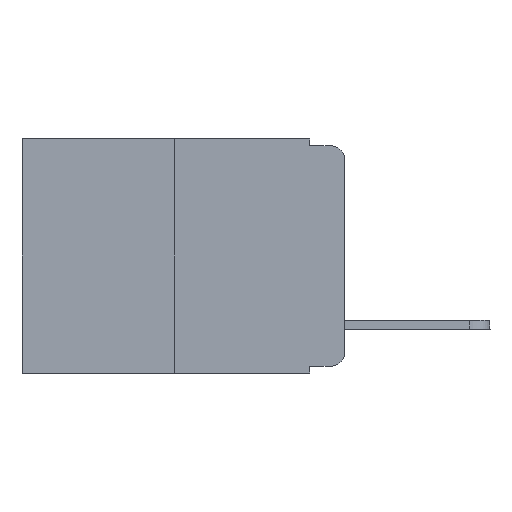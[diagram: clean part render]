
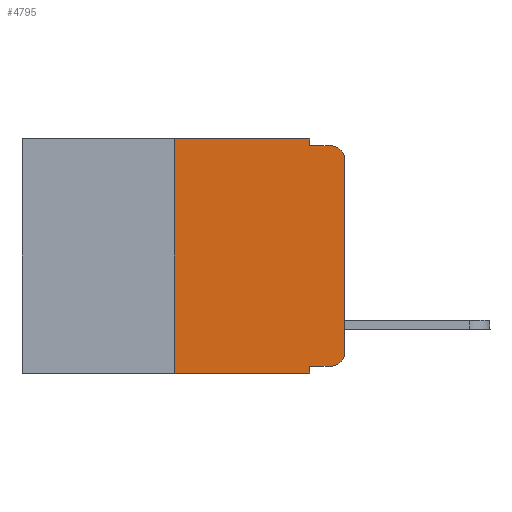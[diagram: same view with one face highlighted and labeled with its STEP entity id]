
A CAD part, left-side view. The second image highlights one B-rep face of the part: STEP entity #4795.
In plain terms, the highlighted planar face has unit normal (-1, 0, 0).
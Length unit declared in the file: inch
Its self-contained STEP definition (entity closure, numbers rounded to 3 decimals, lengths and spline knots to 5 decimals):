
#142 = VECTOR ( 'NONE', #4121, 39.37008 ) ;
#224 = ORIENTED_EDGE ( 'NONE', *, *, #2865, .T. ) ;
#280 = CARTESIAN_POINT ( 'NONE',  ( 0., 0., -0.03 ) ) ;
#297 = VECTOR ( 'NONE', #11793, 39.37008 ) ;
#301 = LINE ( 'NONE', #10993, #2741 ) ;
#315 = ORIENTED_EDGE ( 'NONE', *, *, #1540, .F. ) ;
#499 = AXIS2_PLACEMENT_3D ( 'NONE', #7208, #8105, #10760 ) ;
#708 = AXIS2_PLACEMENT_3D ( 'NONE', #10800, #8147, #7070 ) ;
#1006 = ORIENTED_EDGE ( 'NONE', *, *, #11708, .T. ) ;
#1175 = DIRECTION ( 'NONE',  ( 0., -1., 0. ) ) ;
#1182 = CARTESIAN_POINT ( 'NONE',  ( 0., 0.25, 0. ) ) ;
#1208 = VECTOR ( 'NONE', #1285, 39.37008 ) ;
#1285 = DIRECTION ( 'NONE',  ( 0., 0., -1. ) ) ;
#1337 = VECTOR ( 'NONE', #5013, 39.37008 ) ;
#1344 = CARTESIAN_POINT ( 'NONE',  ( 0., 0.473, 0. ) ) ;
#1540 = EDGE_CURVE ( 'NONE', #8074, #2958, #301, .T. ) ;
#1831 = CARTESIAN_POINT ( 'NONE',  ( 0., 0.473, 0. ) ) ;
#1910 = DIRECTION ( 'NONE',  ( 0., 0., -1. ) ) ;
#1939 = EDGE_CURVE ( 'NONE', #6929, #7951, #11032, .T. ) ;
#2026 = VERTEX_POINT ( 'NONE', #4117 ) ;
#2120 = EDGE_CURVE ( 'NONE', #2026, #10620, #8725, .T. ) ;
#2224 = CIRCLE ( 'NONE', #708, 0.02 ) ;
#2299 = DIRECTION ( 'NONE',  ( 0., 0., -1. ) ) ;
#2366 = LINE ( 'NONE', #8645, #1208 ) ;
#2741 = VECTOR ( 'NONE', #10140, 39.37008 ) ;
#2833 = VERTEX_POINT ( 'NONE', #280 ) ;
#2865 = EDGE_CURVE ( 'NONE', #2026, #7951, #9442, .T. ) ;
#2958 = VERTEX_POINT ( 'NONE', #9816 ) ;
#3065 = ORIENTED_EDGE ( 'NONE', *, *, #9642, .T. ) ;
#3166 = EDGE_CURVE ( 'NONE', #10620, #5987, #3634, .T. ) ;
#3634 = LINE ( 'NONE', #1831, #297 ) ;
#3636 = EDGE_CURVE ( 'NONE', #6717, #10083, #9117, .T. ) ;
#4117 = CARTESIAN_POINT ( 'NONE',  ( 0., 0.25, -0.343 ) ) ;
#4121 = DIRECTION ( 'NONE',  ( 0., -1., 0. ) ) ;
#4245 = VECTOR ( 'NONE', #1910, 39.37008 ) ;
#4727 = CARTESIAN_POINT ( 'NONE',  ( 0., 0.051, 0. ) ) ;
#4791 = CARTESIAN_POINT ( 'NONE',  ( 0., 0.02, -0.333 ) ) ;
#4795 = ADVANCED_FACE ( 'NONE', ( #9549 ), #9736, .F. ) ;
#5013 = DIRECTION ( 'NONE',  ( 0., 0., 1. ) ) ;
#5023 = EDGE_LOOP ( 'NONE', ( #3065, #6465, #315, #9753, #7997, #10726, #224, #6705, #1006, #6305 ) ) ;
#5052 = DIRECTION ( 'NONE',  ( 1., 0., 0. ) ) ;
#5806 = CARTESIAN_POINT ( 'NONE',  ( 0., 0.051, -0.343 ) ) ;
#5987 = VERTEX_POINT ( 'NONE', #6012 ) ;
#6012 = CARTESIAN_POINT ( 'NONE',  ( 0., 0.051, 0. ) ) ;
#6230 = CARTESIAN_POINT ( 'NONE',  ( 0., 0., -0.313 ) ) ;
#6305 = ORIENTED_EDGE ( 'NONE', *, *, #3636, .T. ) ;
#6465 = ORIENTED_EDGE ( 'NONE', *, *, #11359, .T. ) ;
#6705 = ORIENTED_EDGE ( 'NONE', *, *, #1939, .F. ) ;
#6717 = VERTEX_POINT ( 'NONE', #4791 ) ;
#6929 = VERTEX_POINT ( 'NONE', #8612 ) ;
#7070 = DIRECTION ( 'NONE',  ( 0., 0., -1. ) ) ;
#7085 = LINE ( 'NONE', #9124, #7288 ) ;
#7140 = DIRECTION ( 'NONE',  ( 0., 0., 1. ) ) ;
#7160 = CARTESIAN_POINT ( 'NONE',  ( 0., 0.25, 0. ) ) ;
#7208 = CARTESIAN_POINT ( 'NONE',  ( 0., 0.02, -0.313 ) ) ;
#7288 = VECTOR ( 'NONE', #7140, 39.37008 ) ;
#7460 = CARTESIAN_POINT ( 'NONE',  ( 0., 0.473, -0.343 ) ) ;
#7709 = EDGE_CURVE ( 'NONE', #5987, #8074, #2366, .T. ) ;
#7951 = VERTEX_POINT ( 'NONE', #5806 ) ;
#7997 = ORIENTED_EDGE ( 'NONE', *, *, #3166, .F. ) ;
#8074 = VERTEX_POINT ( 'NONE', #9653 ) ;
#8105 = DIRECTION ( 'NONE',  ( -1., 0., 0. ) ) ;
#8147 = DIRECTION ( 'NONE',  ( -1., 0., 0. ) ) ;
#8612 = CARTESIAN_POINT ( 'NONE',  ( 0., 0.051, -0.333 ) ) ;
#8645 = CARTESIAN_POINT ( 'NONE',  ( 0., 0.051, 0. ) ) ;
#8725 = LINE ( 'NONE', #1182, #1337 ) ;
#8792 = CARTESIAN_POINT ( 'NONE',  ( 0., 0.051, -0.333 ) ) ;
#8852 = VECTOR ( 'NONE', #1175, 39.37008 ) ;
#9117 = CIRCLE ( 'NONE', #499, 0.02 ) ;
#9124 = CARTESIAN_POINT ( 'NONE',  ( 0., 0., 0. ) ) ;
#9442 = LINE ( 'NONE', #7460, #8852 ) ;
#9549 = FACE_OUTER_BOUND ( 'NONE', #5023, .T. ) ;
#9642 = EDGE_CURVE ( 'NONE', #10083, #2833, #7085, .T. ) ;
#9653 = CARTESIAN_POINT ( 'NONE',  ( 0., 0.051, -0.01 ) ) ;
#9736 = PLANE ( 'NONE',  #10498 ) ;
#9753 = ORIENTED_EDGE ( 'NONE', *, *, #7709, .F. ) ;
#9816 = CARTESIAN_POINT ( 'NONE',  ( 0., 0.02, -0.01 ) ) ;
#10083 = VERTEX_POINT ( 'NONE', #6230 ) ;
#10140 = DIRECTION ( 'NONE',  ( 0., -1., 0. ) ) ;
#10498 = AXIS2_PLACEMENT_3D ( 'NONE', #1344, #5052, #2299 ) ;
#10620 = VERTEX_POINT ( 'NONE', #7160 ) ;
#10726 = ORIENTED_EDGE ( 'NONE', *, *, #2120, .F. ) ;
#10760 = DIRECTION ( 'NONE',  ( 0., 0., -1. ) ) ;
#10800 = CARTESIAN_POINT ( 'NONE',  ( 0., 0.02, -0.03 ) ) ;
#10993 = CARTESIAN_POINT ( 'NONE',  ( 0., 0.051, -0.01 ) ) ;
#11032 = LINE ( 'NONE', #4727, #4245 ) ;
#11359 = EDGE_CURVE ( 'NONE', #2833, #2958, #2224, .T. ) ;
#11382 = LINE ( 'NONE', #8792, #142 ) ;
#11708 = EDGE_CURVE ( 'NONE', #6929, #6717, #11382, .T. ) ;
#11793 = DIRECTION ( 'NONE',  ( 0., -1., 0. ) ) ;
